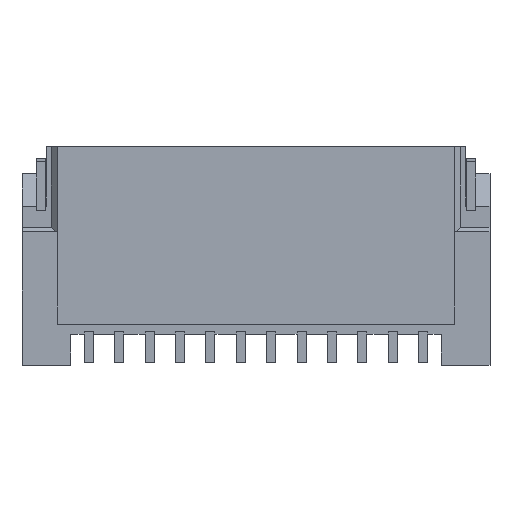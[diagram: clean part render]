
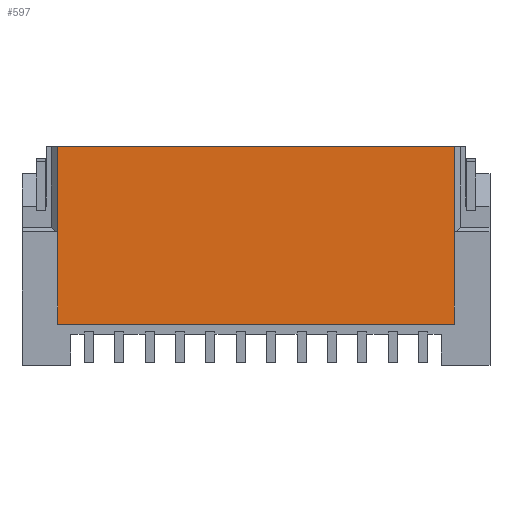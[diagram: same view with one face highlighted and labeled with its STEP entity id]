
A CAD part, front view. The second image highlights one B-rep face of the part: STEP entity #597.
In plain terms, the highlighted planar face has unit normal (0, -1, 0).
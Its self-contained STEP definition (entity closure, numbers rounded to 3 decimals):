
#597=ADVANCED_FACE('',(#1737),#1738,.T.);
#1737=FACE_OUTER_BOUND('',#2920,.T.);
#1738=PLANE('',#2921);
#2920=EDGE_LOOP('',(#7293,#7294,#7295,#7296,#7297,#7298));
#2921=AXIS2_PLACEMENT_3D('',#7299,#7300,#7301);
#7293=ORIENTED_EDGE('',*,*,#9150,.F.);
#7294=ORIENTED_EDGE('',*,*,#8500,.F.);
#7295=ORIENTED_EDGE('',*,*,#9149,.T.);
#7296=ORIENTED_EDGE('',*,*,#9151,.F.);
#7297=ORIENTED_EDGE('',*,*,#9152,.F.);
#7298=ORIENTED_EDGE('',*,*,#9153,.T.);
#7299=CARTESIAN_POINT('',(-3.85,0.0,0.0));
#7300=DIRECTION('',(0.0,-1.0,0.0));
#7301=DIRECTION('',(0.0,0.0,-1.0));
#8500=EDGE_CURVE('',#10636,#10638,#10639,.T.);
#9149=EDGE_CURVE('',#10636,#11647,#11649,.T.);
#9150=EDGE_CURVE('',#10638,#11650,#11651,.T.);
#9151=EDGE_CURVE('',#11652,#11647,#11653,.T.);
#9152=EDGE_CURVE('',#11654,#11652,#11655,.T.);
#9153=EDGE_CURVE('',#11654,#11650,#11656,.T.);
#10636=VERTEX_POINT('',#13832);
#10638=VERTEX_POINT('',#13835);
#10639=LINE('',#13836,#13837);
#11647=VERTEX_POINT('',#15432);
#11649=LINE('',#15435,#15436);
#11650=VERTEX_POINT('',#15437);
#11651=LINE('',#15438,#15439);
#11652=VERTEX_POINT('',#15440);
#11653=LINE('',#15441,#15442);
#11654=VERTEX_POINT('',#15443);
#11655=LINE('',#15444,#15445);
#11656=LINE('',#15446,#15447);
#13832=CARTESIAN_POINT('',(-3.26,0.0,0.0));
#13835=CARTESIAN_POINT('',(3.26,0.0,0.0));
#13836=CARTESIAN_POINT('',(-3.26,0.0,0.0));
#13837=VECTOR('',#16388,6.52);
#15432=CARTESIAN_POINT('',(-3.26,0.0,-1.4));
#15435=CARTESIAN_POINT('',(-3.26,0.0,0.0));
#15436=VECTOR('',#17157,1.4);
#15437=CARTESIAN_POINT('',(3.26,0.0,-1.4));
#15438=CARTESIAN_POINT('',(3.26,0.0,0.0));
#15439=VECTOR('',#17158,1.4);
#15440=CARTESIAN_POINT('',(-3.26,0.0,-2.92));
#15441=CARTESIAN_POINT('',(-3.26,0.0,-2.92));
#15442=VECTOR('',#17159,1.52);
#15443=CARTESIAN_POINT('',(3.26,0.0,-2.92));
#15444=CARTESIAN_POINT('',(3.26,0.0,-2.92));
#15445=VECTOR('',#17160,6.52);
#15446=CARTESIAN_POINT('',(3.26,0.0,-2.92));
#15447=VECTOR('',#17161,1.52);
#16388=DIRECTION('',(1.0,0.0,0.0));
#17157=DIRECTION('',(0.0,0.0,-1.0));
#17158=DIRECTION('',(0.0,0.0,-1.0));
#17159=DIRECTION('',(0.0,0.0,1.0));
#17160=DIRECTION('',(-1.0,0.0,0.0));
#17161=DIRECTION('',(0.0,0.0,1.0));
